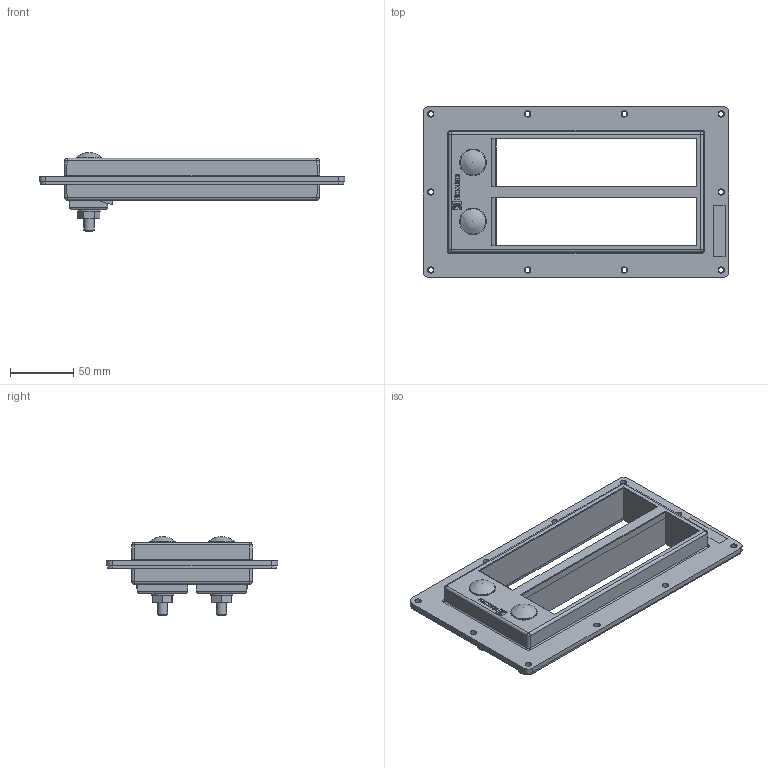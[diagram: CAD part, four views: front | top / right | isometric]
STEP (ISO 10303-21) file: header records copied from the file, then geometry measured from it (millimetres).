
FILE_DESCRIPTION((''),'2;1');
FILE_NAME('COMSEAL32.stp','2013-03-18T11:55:05',('se-jenboh'),(''),'Autodesk Inventor 2012','Autodesk Inventor 2012','');
FILE_SCHEMA(('AUTOMOTIVE_DESIGN { 1 0 10303 214 1 1 1 1 }'));
Length unit declared in the file: millimetre
Products named in the file (1): Part67
Bounding box: 241 x 135 x 62 mm (x, y, z)
Volume: 288940.8 mm3; surface area: 113252.5 mm2
Topology: 1 solids, 2 shells, 802 faces, 2160 edges, 1405 vertices
Faces by surface type: plane 603, cylinder 146, bspline 33, torus 8, sphere 8, cone 4
Full cylindrical faces by diameter (mm): 2.891 x2, 4 x10, 5 x10, 8 x4, 9 x2, 18 x2, 20 x2, 21 x2
Entity records: 26812 total; most frequent: CARTESIAN_POINT 5987, ORIENTED_EDGE 4192, DIRECTION 3908, EDGE_CURVE 2096, VECTOR 1680, LINE 1680, VERTEX_POINT 1387, AXIS2_PLACEMENT_3D 1114
